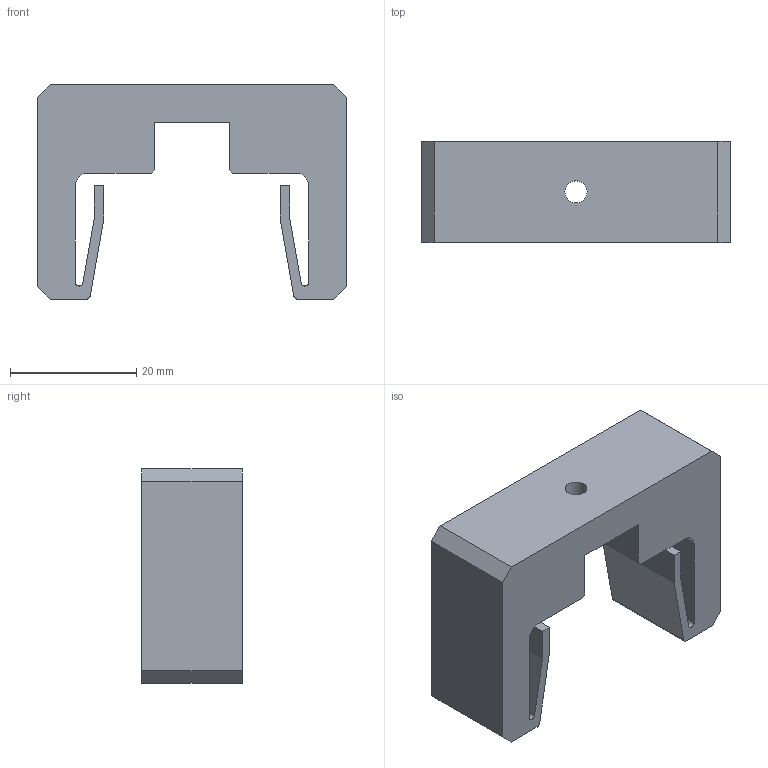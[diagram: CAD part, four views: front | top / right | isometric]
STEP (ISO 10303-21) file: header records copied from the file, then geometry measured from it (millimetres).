
FILE_DESCRIPTION(/* description */ (''),/* implementation_level */ '2;1');
FILE_NAME(/* name */ '02_47__XP__Fix_MGN12_Rail___V1.0.step',/* time_stamp */ '2025-04-03T11:25:43+02:00',/* author */ (''),/* organization */ (''),/* preprocessor_version */ 'ST-DEVELOPER v20.1',/* originating_system */ 'Autodesk Translation Framework v14.4.0.0',/* authorisation */ '');
FILE_SCHEMA (('AUTOMOTIVE_DESIGN { 1 0 10303 214 3 1 1 }'));
Length unit declared in the file: millimetre
Products named in the file (1): 02_47__XP__Fix_MGN12_Rail___V1.0
Bounding box: 49 x 16 x 34 mm (x, y, z)
Volume: 14055.1 mm3; surface area: 6417.6 mm2
Topology: 1 solids, 1 shells, 37 faces, 105 edges, 70 vertices
Faces by surface type: plane 30, cylinder 7
Full cylindrical faces by diameter (mm): 3.5 x1
Entity records: 1237 total; most frequent: CARTESIAN_POINT 213, ORIENTED_EDGE 210, DIRECTION 195, EDGE_CURVE 105, LINE 91, VECTOR 91, VERTEX_POINT 70, AXIS2_PLACEMENT_3D 52
